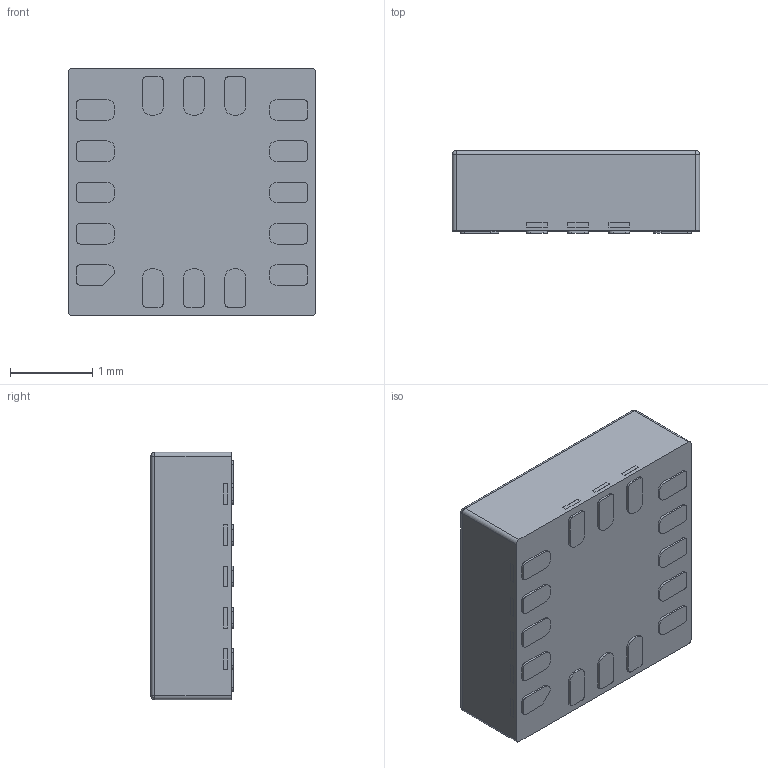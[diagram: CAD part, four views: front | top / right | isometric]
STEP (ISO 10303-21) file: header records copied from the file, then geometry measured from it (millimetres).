
FILE_DESCRIPTION (( 'STEP AP214' ), '1' );
FILE_NAME ('User Library-MMA8451Q.STEP', '2017-11-05T02:20:00', ( '' ), ( '' ), 'SwSTEP 2.0', 'SolidWorks 2017', '' );
FILE_SCHEMA (( 'AUTOMOTIVE_DESIGN' ));
Length unit declared in the file: millimetre
Products named in the file (1): User Library-MMA8451Q
Bounding box: 3 x 1 x 3 mm (x, y, z)
Volume: 8.8 mm3; surface area: 30.1 mm2
Topology: 1 solids, 1 shells, 398 faces, 1021 edges, 674 vertices
Faces by surface type: plane 288, cylinder 71, bspline 39
Entity records: 18121 total; most frequent: CARTESIAN_POINT 4417, ORIENTED_EDGE 2034, DIRECTION 1809, EDGE_CURVE 1017, VECTOR 805, LINE 805, VERTEX_POINT 674, AXIS2_PLACEMENT_3D 502
